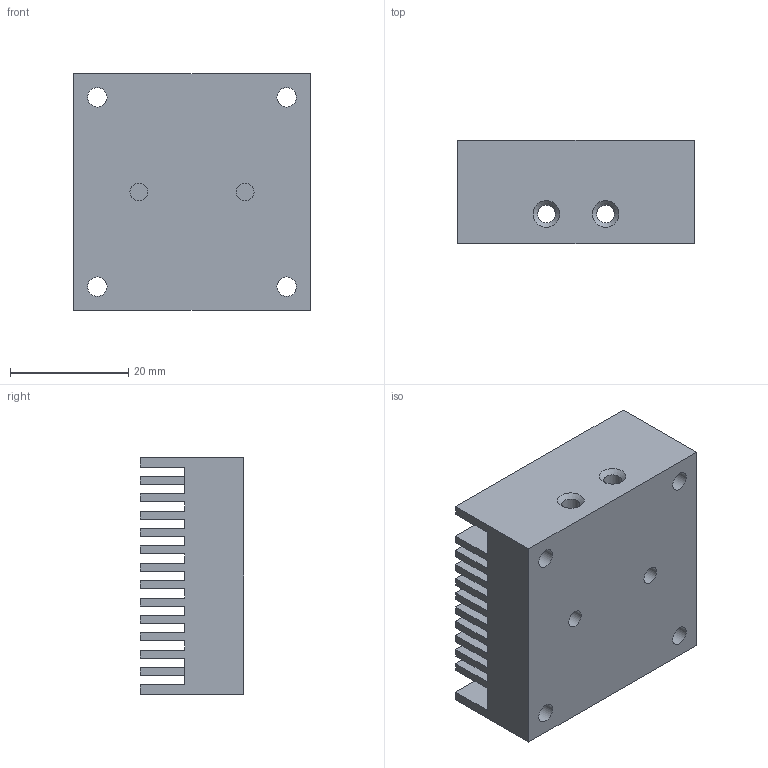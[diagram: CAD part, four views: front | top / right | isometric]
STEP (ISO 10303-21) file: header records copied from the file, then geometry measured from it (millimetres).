
FILE_DESCRIPTION(('FreeCAD Model'),'2;1');
FILE_NAME('heat_sink.step', '2017-02-08T12:46:18',('Author'),(''), 'Open CASCADE STEP processor 6.9','FreeCAD','Unknown');
FILE_SCHEMA(('AUTOMOTIVE_DESIGN_CC2 { 1 2 10303 214 -1 1 5 4 }'));
Length unit declared in the file: millimetre
Products named in the file (2): ASSEMBLY; Chamfer002
Assembly tree (1 placements, depth 2):
  ASSEMBLY
    Chamfer002
Bounding box: 40 x 17.5 x 40 mm (x, y, z)
Volume: 20094.4 mm3; surface area: 14423.1 mm2
Topology: 1 solids, 1 shells, 90 faces, 264 edges, 184 vertices
Faces by surface type: plane 70, cylinder 18, cone 2
Full cylindrical faces by diameter (mm): 2 x2, 3 x4, 3.3 x4, 4 x2, 6 x2
Entity records: 8111 total; most frequent: CARTESIAN_POINT 2894, DIRECTION 920, LINE 564, VECTOR 564, ORIENTED_EDGE 528, PCURVE 528, DEFINITIONAL_REPRESENTATION 528, EDGE_CURVE 264
